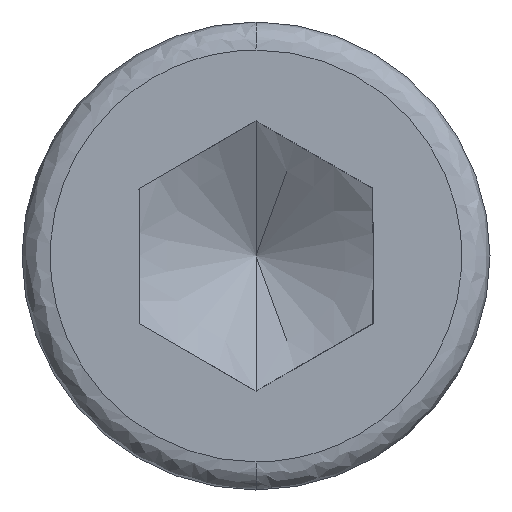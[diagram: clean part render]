
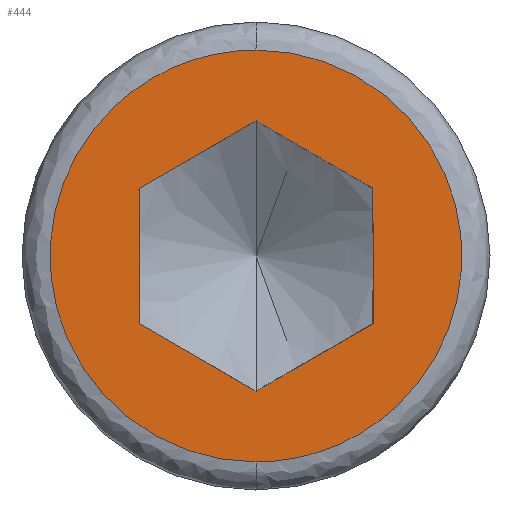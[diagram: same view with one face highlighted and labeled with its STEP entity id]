
A CAD part, left-side view. The second image highlights one B-rep face of the part: STEP entity #444.
In plain terms, the highlighted planar face has unit normal (-1, 0, 0).
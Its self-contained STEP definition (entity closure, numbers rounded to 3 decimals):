
#4 = VERTEX_POINT ( 'NONE', #423 ) ;
#16 = DIRECTION ( 'NONE',  ( 0., 0., -1. ) ) ;
#20 = EDGE_LOOP ( 'NONE', ( #576, #123, #567, #243, #91, #557 ) ) ;
#27 = DIRECTION ( 'NONE',  ( 0., 0.866, -0.5 ) ) ;
#31 = ORIENTED_EDGE ( 'NONE', *, *, #115, .F. ) ;
#40 = LINE ( 'NONE', #507, #61 ) ;
#46 =( BOUNDED_CURVE ( )  B_SPLINE_CURVE ( 3, ( #485, #573, #536, #587 ),
 .UNSPECIFIED., .F., .F. ) 
 B_SPLINE_CURVE_WITH_KNOTS ( ( 4, 4 ),
 ( 0.25, 0.75 ),
 .UNSPECIFIED. ) 
 CURVE ( )  GEOMETRIC_REPRESENTATION_ITEM ( )  RATIONAL_B_SPLINE_CURVE ( ( 1., 0.333, 0.333, 1. ) ) 
 REPRESENTATION_ITEM ( '' )  );
#50 = DIRECTION ( 'NONE',  ( 0., -0.866, -0.5 ) ) ;
#52 = CARTESIAN_POINT ( 'NONE',  ( -6., 0., 4.4 ) ) ;
#61 = VECTOR ( 'NONE', #553, 1000. ) ;
#76 = EDGE_CURVE ( 'NONE', #588, #339, #276, .T. ) ;
#81 = EDGE_CURVE ( 'NONE', #545, #213, #521, .T. ) ;
#91 = ORIENTED_EDGE ( 'NONE', *, *, #76, .T. ) ;
#98 = VECTOR ( 'NONE', #50, 1000. ) ;
#115 = EDGE_CURVE ( 'NONE', #191, #206, #388, .T. ) ;
#123 = ORIENTED_EDGE ( 'NONE', *, *, #81, .T. ) ;
#128 = CARTESIAN_POINT ( 'NONE',  ( -6., 0., 4.4 ) ) ;
#164 = EDGE_CURVE ( 'NONE', #206, #191, #46, .T. ) ;
#181 = EDGE_CURVE ( 'NONE', #4, #545, #427, .T. ) ;
#185 = CARTESIAN_POINT ( 'NONE',  ( -6., -2.5, 1.443 ) ) ;
#189 = AXIS2_PLACEMENT_3D ( 'NONE', #524, #299, #295 ) ;
#191 = VERTEX_POINT ( 'NONE', #257 ) ;
#206 = VERTEX_POINT ( 'NONE', #128 ) ;
#213 = VERTEX_POINT ( 'NONE', #271 ) ;
#243 = ORIENTED_EDGE ( 'NONE', *, *, #284, .T. ) ;
#249 = VECTOR ( 'NONE', #569, 1000. ) ;
#257 = CARTESIAN_POINT ( 'NONE',  ( -6., 0., -4.4 ) ) ;
#258 = VECTOR ( 'NONE', #16, 1000. ) ;
#271 = CARTESIAN_POINT ( 'NONE',  ( -6., 2.5, -1.443 ) ) ;
#276 = LINE ( 'NONE', #434, #98 ) ;
#284 = EDGE_CURVE ( 'NONE', #539, #588, #40, .T. ) ;
#293 = CARTESIAN_POINT ( 'NONE',  ( -6., 8.8, -4.4 ) ) ;
#294 = CARTESIAN_POINT ( 'NONE',  ( -6., 0., -2.887 ) ) ;
#295 = DIRECTION ( 'NONE',  ( 0., 0., 1. ) ) ;
#299 = DIRECTION ( 'NONE',  ( -1., 0., 0. ) ) ;
#302 = CARTESIAN_POINT ( 'NONE',  ( -6., 2.5, 0. ) ) ;
#310 = CARTESIAN_POINT ( 'NONE',  ( -6., -2.5, -1.443 ) ) ;
#337 = CARTESIAN_POINT ( 'NONE',  ( -6., 8.8, 4.4 ) ) ;
#338 = FACE_OUTER_BOUND ( 'NONE', #603, .T. ) ;
#339 = VERTEX_POINT ( 'NONE', #185 ) ;
#362 = CARTESIAN_POINT ( 'NONE',  ( -6., 2.5, 1.443 ) ) ;
#364 = FACE_BOUND ( 'NONE', #20, .T. ) ;
#376 = EDGE_CURVE ( 'NONE', #213, #539, #484, .T. ) ;
#387 = CARTESIAN_POINT ( 'NONE',  ( -6., 0., -4.4 ) ) ;
#388 =( BOUNDED_CURVE ( )  B_SPLINE_CURVE ( 3, ( #387, #293, #337, #52 ),
 .UNSPECIFIED., .F., .T. ) 
 B_SPLINE_CURVE_WITH_KNOTS ( ( 4, 4 ),
 ( 0.75, 1.25 ),
 .UNSPECIFIED. ) 
 CURVE ( )  GEOMETRIC_REPRESENTATION_ITEM ( )  RATIONAL_B_SPLINE_CURVE ( ( 1., 0.333, 0.333, 1. ) ) 
 REPRESENTATION_ITEM ( '' )  );
#403 = CARTESIAN_POINT ( 'NONE',  ( -6., -2.5, 0. ) ) ;
#408 = VECTOR ( 'NONE', #27, 1000. ) ;
#423 = CARTESIAN_POINT ( 'NONE',  ( -6., -2.5, -1.443 ) ) ;
#427 = LINE ( 'NONE', #310, #408 ) ;
#433 = PLANE ( 'NONE',  #189 ) ;
#434 = CARTESIAN_POINT ( 'NONE',  ( -6., 0., 2.887 ) ) ;
#436 = VECTOR ( 'NONE', #475, 1000. ) ;
#444 = ADVANCED_FACE ( 'NONE', ( #364, #338 ), #433, .T. ) ;
#475 = DIRECTION ( 'NONE',  ( 0., 0.866, 0.5 ) ) ;
#484 = LINE ( 'NONE', #302, #249 ) ;
#485 = CARTESIAN_POINT ( 'NONE',  ( -6., 0., 4.4 ) ) ;
#494 = CARTESIAN_POINT ( 'NONE',  ( -6., 0., -2.887 ) ) ;
#497 = ORIENTED_EDGE ( 'NONE', *, *, #164, .F. ) ;
#507 = CARTESIAN_POINT ( 'NONE',  ( -6., 2.5, 1.443 ) ) ;
#521 = LINE ( 'NONE', #294, #436 ) ;
#524 = CARTESIAN_POINT ( 'NONE',  ( -6., 3.943, 0. ) ) ;
#536 = CARTESIAN_POINT ( 'NONE',  ( -6., -8.8, -4.4 ) ) ;
#539 = VERTEX_POINT ( 'NONE', #362 ) ;
#545 = VERTEX_POINT ( 'NONE', #494 ) ;
#553 = DIRECTION ( 'NONE',  ( 0., -0.866, 0.5 ) ) ;
#557 = ORIENTED_EDGE ( 'NONE', *, *, #579, .T. ) ;
#567 = ORIENTED_EDGE ( 'NONE', *, *, #376, .T. ) ;
#569 = DIRECTION ( 'NONE',  ( 0., 0., 1. ) ) ;
#572 = LINE ( 'NONE', #403, #258 ) ;
#573 = CARTESIAN_POINT ( 'NONE',  ( -6., -8.8, 4.4 ) ) ;
#576 = ORIENTED_EDGE ( 'NONE', *, *, #181, .T. ) ;
#579 = EDGE_CURVE ( 'NONE', #339, #4, #572, .T. ) ;
#584 = CARTESIAN_POINT ( 'NONE',  ( -6., 0., 2.887 ) ) ;
#587 = CARTESIAN_POINT ( 'NONE',  ( -6., 0., -4.4 ) ) ;
#588 = VERTEX_POINT ( 'NONE', #584 ) ;
#603 = EDGE_LOOP ( 'NONE', ( #31, #497 ) ) ;
